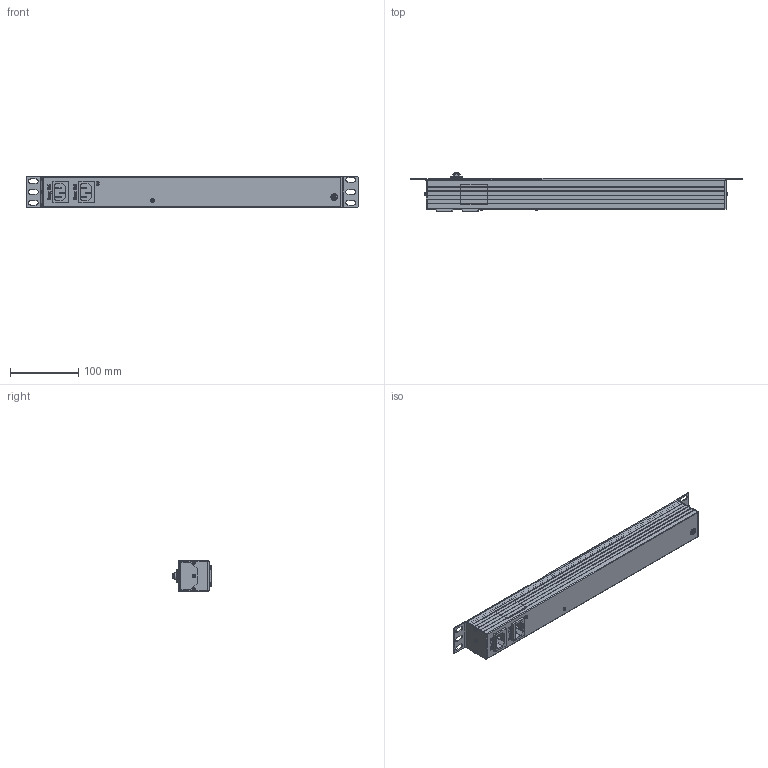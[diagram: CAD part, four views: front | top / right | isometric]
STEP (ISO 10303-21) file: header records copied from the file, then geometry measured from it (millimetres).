
FILE_DESCRIPTION (( 'STEP AP203' ), '1' );
FILE_NAME ('PH30-06D-41.STEP', '2025-07-29T12:15:39', ( '' ), ( '' ), 'SwSTEP 2.0', 'SolidWorks 2022', '' );
FILE_SCHEMA (( 'CONFIG_CONTROL_DESIGN' ));
Products named in the file (1): PH30-06D-41
Bounding box: 488 x 56 x 45.58 mm (x, y, z)
Volume: 286133.5 mm3; surface area: 249415.9 mm2
Topology: 33 solids, 33 shells, 3311 faces, 8979 edges, 5934 vertices
Faces by surface type: plane 2138, bspline 582, cylinder 542, cone 30, torus 14, sphere 5
Full cylindrical faces by diameter (mm): 1 x2, 2.4 x1, 2.459 x1, 2.5 x1, 2.9 x5, 3.5 x2, 3.6 x3, 3.8 x2, 4.7 x2, 5 x2, 5.5 x2, 5.6 x5, 7 x12, 7.6 x1, 9.3 x1, 10 x1, 38 x6, 40 x6
Entity records: 134440 total; most frequent: CARTESIAN_POINT 54419, ORIENTED_EDGE 17684, DIRECTION 14255, EDGE_CURVE 8842, LINE 6371, VECTOR 6371, VERTEX_POINT 5889, AXIS2_PLACEMENT_3D 3942
